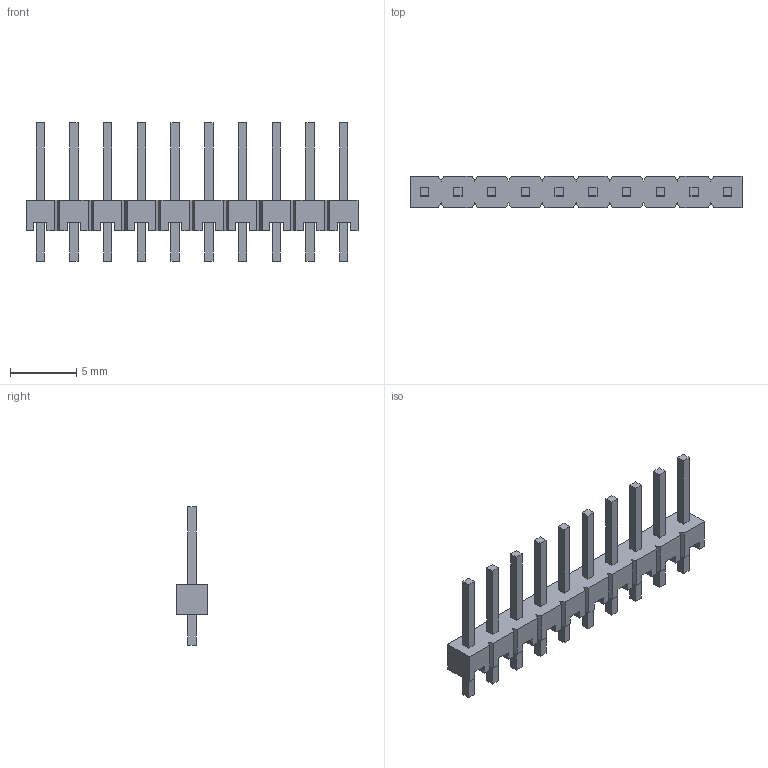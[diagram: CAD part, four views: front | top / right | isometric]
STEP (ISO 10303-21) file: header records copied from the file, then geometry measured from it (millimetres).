
FILE_DESCRIPTION((''),'2;1');
FILE_NAME('C-1-146285-0','2017-06-28T',('workeradm'),('Tyco Electronics Ltd.'),'CREO PARAMETRIC BY PTC INC, 2016050','CREO PARAMETRIC BY PTC INC, 2016050','');
FILE_SCHEMA(('AUTOMOTIVE_DESIGN { 1 0 10303 214 1 1 1 1 }'));
Length unit declared in the file: millimetre
Products named in the file (1): C-1-146285-0
Bounding box: 24.99 x 2.34 x 10.42 mm (x, y, z)
Volume: 149.4 mm3; surface area: 491 mm2
Topology: 1 solids, 1 shells, 200 faces, 534 edges, 356 vertices
Faces by surface type: plane 200
Entity records: 6142 total; most frequent: CARTESIAN_POINT 1092, ORIENTED_EDGE 1068, DIRECTION 934, VECTOR 534, LINE 534, EDGE_CURVE 534, VERTEX_POINT 356, EDGE_LOOP 220
